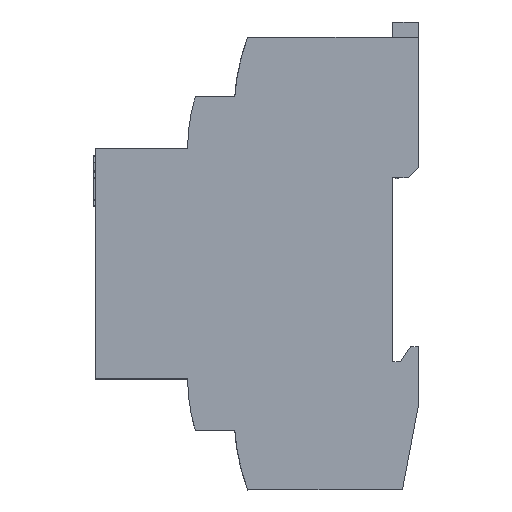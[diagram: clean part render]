
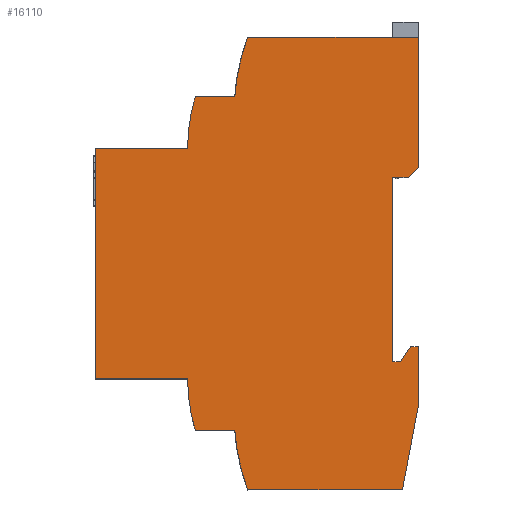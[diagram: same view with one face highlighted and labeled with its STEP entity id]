
A CAD part, top view. The second image highlights one B-rep face of the part: STEP entity #16110.
In plain terms, the highlighted planar face has unit normal (0, 0, 1).
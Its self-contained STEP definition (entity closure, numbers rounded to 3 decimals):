
#11955=CARTESIAN_POINT('',(1901.138,-885.786,35.));
#11956=DIRECTION('',(0.,0.,1.));
#11957=DIRECTION('',(-0.959,0.285,0.));
#11958=AXIS2_PLACEMENT_3D('',#11955,#11956,#11957);
#11963=DIRECTION('',(-1.,0.,0.));
#11964=VECTOR('',#11963,7.7);
#11965=CARTESIAN_POINT('',(1874.132,-875.468,35.));
#11966=LINE('',#11965,#11964);
#11970=CARTESIAN_POINT('',(1917.349,-878.713,35.));
#11971=DIRECTION('',(0.,0.,1.));
#11972=DIRECTION('',(-0.94,0.343,0.));
#11973=AXIS2_PLACEMENT_3D('',#11970,#11971,#11972);
#11978=DIRECTION('',(-1.,0.,0.));
#11979=VECTOR('',#11978,33.3);
#11980=CARTESIAN_POINT('',(1909.932,-863.868,35.));
#11981=LINE('',#11980,#11979);
#11985=DIRECTION('',(0.,1.,0.));
#11986=VECTOR('',#11985,25.3);
#11987=CARTESIAN_POINT('',(1909.932,-889.168,35.));
#11988=LINE('',#11987,#11986);
#11992=DIRECTION('',(0.707,0.707,0.));
#11993=VECTOR('',#11992,2.828);
#11994=CARTESIAN_POINT('',(1907.932,-891.168,35.));
#11995=LINE('',#11994,#11993);
#11999=DIRECTION('',(1.,0.,0.));
#12000=VECTOR('',#11999,3.);
#12001=CARTESIAN_POINT('',(1904.932,-891.168,35.));
#12002=LINE('',#12001,#12000);
#12006=DIRECTION('',(0.,1.,0.));
#12007=VECTOR('',#12006,36.);
#12008=CARTESIAN_POINT('',(1904.932,-927.168,35.));
#12009=LINE('',#12008,#12007);
#12013=DIRECTION('',(-1.,0.,0.));
#12014=VECTOR('',#12013,1.5);
#12015=CARTESIAN_POINT('',(1906.432,-927.168,35.));
#12016=LINE('',#12015,#12014);
#12020=DIRECTION('',(-0.555,-0.832,0.));
#12021=VECTOR('',#12020,3.606);
#12022=CARTESIAN_POINT('',(1908.432,-924.168,35.));
#12023=LINE('',#12022,#12021);
#12027=DIRECTION('',(-1.,0.,0.));
#12028=VECTOR('',#12027,1.5);
#12029=CARTESIAN_POINT('',(1909.932,-924.168,35.));
#12030=LINE('',#12029,#12028);
#12034=DIRECTION('',(0.,1.,0.));
#12035=VECTOR('',#12034,11.4);
#12036=CARTESIAN_POINT('',(1909.932,-935.568,35.));
#12037=LINE('',#12036,#12035);
#12041=DIRECTION('',(0.185,0.983,0.));
#12042=VECTOR('',#12041,16.789);
#12043=CARTESIAN_POINT('',(1906.832,-952.068,35.));
#12044=LINE('',#12043,#12042);
#12048=DIRECTION('',(1.,0.,0.));
#12049=VECTOR('',#12048,30.2);
#12050=CARTESIAN_POINT('',(1876.632,-952.068,35.));
#12051=LINE('',#12050,#12049);
#12055=CARTESIAN_POINT('',(1917.349,-937.223,35.));
#12056=DIRECTION('',(0.,0.,1.));
#12057=DIRECTION('',(-0.997,-0.075,0.));
#12058=AXIS2_PLACEMENT_3D('',#12055,#12056,#12057);
#12063=DIRECTION('',(1.,0.,0.));
#12064=VECTOR('',#12063,7.7);
#12065=CARTESIAN_POINT('',(1866.432,-940.468,35.));
#12066=LINE('',#12065,#12064);
#12070=CARTESIAN_POINT('',(1901.138,-930.149,35.));
#12071=DIRECTION('',(0.,0.,1.));
#12072=DIRECTION('',(-1.,-0.009,0.));
#12073=AXIS2_PLACEMENT_3D('',#12070,#12071,#12072);
#12078=DIRECTION('',(1.,0.,0.));
#12079=VECTOR('',#12078,18.);
#12080=CARTESIAN_POINT('',(1846.932,-930.468,35.));
#12081=LINE('',#12080,#12079);
#12085=DIRECTION('',(0.,-1.,0.));
#12086=VECTOR('',#12085,45.);
#12087=CARTESIAN_POINT('',(1846.932,-885.468,35.));
#12088=LINE('',#12087,#12086);
#12092=DIRECTION('',(-1.,0.,0.));
#12093=VECTOR('',#12092,18.);
#12094=CARTESIAN_POINT('',(1864.932,-885.468,35.));
#12095=LINE('',#12094,#12093);
#14465=CARTESIAN_POINT('',(1874.132,-875.468,35.));
#14466=VERTEX_POINT('',#14465);
#14467=CARTESIAN_POINT('',(1876.632,-863.868,35.));
#14468=VERTEX_POINT('',#14467);
#14497=CARTESIAN_POINT('',(1909.932,-863.868,35.));
#14498=VERTEX_POINT('',#14497);
#14599=CARTESIAN_POINT('',(1866.432,-875.468,35.));
#14600=VERTEX_POINT('',#14599);
#14601=CARTESIAN_POINT('',(1864.932,-885.468,35.));
#14602=VERTEX_POINT('',#14601);
#14603=CARTESIAN_POINT('',(1846.932,-885.468,35.));
#14604=VERTEX_POINT('',#14603);
#14605=CARTESIAN_POINT('',(1846.932,-930.468,35.));
#14606=VERTEX_POINT('',#14605);
#14607=CARTESIAN_POINT('',(1864.932,-930.468,35.));
#14608=VERTEX_POINT('',#14607);
#14609=CARTESIAN_POINT('',(1866.432,-940.468,35.));
#14610=VERTEX_POINT('',#14609);
#14611=CARTESIAN_POINT('',(1874.132,-940.468,35.));
#14612=VERTEX_POINT('',#14611);
#14613=CARTESIAN_POINT('',(1876.632,-952.068,35.));
#14614=VERTEX_POINT('',#14613);
#14615=CARTESIAN_POINT('',(1906.832,-952.068,35.));
#14616=VERTEX_POINT('',#14615);
#14617=CARTESIAN_POINT('',(1909.932,-935.568,35.));
#14618=VERTEX_POINT('',#14617);
#14619=CARTESIAN_POINT('',(1909.932,-924.168,35.));
#14620=VERTEX_POINT('',#14619);
#14621=CARTESIAN_POINT('',(1908.432,-924.168,35.));
#14622=VERTEX_POINT('',#14621);
#14623=CARTESIAN_POINT('',(1906.432,-927.168,35.));
#14624=VERTEX_POINT('',#14623);
#14625=CARTESIAN_POINT('',(1904.932,-927.168,35.));
#14626=VERTEX_POINT('',#14625);
#14627=CARTESIAN_POINT('',(1904.932,-891.168,35.));
#14628=VERTEX_POINT('',#14627);
#14629=CARTESIAN_POINT('',(1907.932,-891.168,35.));
#14630=VERTEX_POINT('',#14629);
#14631=CARTESIAN_POINT('',(1909.932,-889.168,35.));
#14632=VERTEX_POINT('',#14631);
#16065=CARTESIAN_POINT('',(1882.708,-907.895,35.));
#16066=DIRECTION('',(0.,0.,1.));
#16067=DIRECTION('',(1.,0.,0.));
#16068=AXIS2_PLACEMENT_3D('',#16065,#16066,#16067);
#16069=PLANE('',#16068);
#16071=ORIENTED_EDGE('',*,*,#16070,.F.);
#16073=ORIENTED_EDGE('',*,*,#16072,.F.);
#16074=ORIENTED_EDGE('',*,*,#15278,.F.);
#16075=ORIENTED_EDGE('',*,*,#15217,.F.);
#16077=ORIENTED_EDGE('',*,*,#16076,.F.);
#16079=ORIENTED_EDGE('',*,*,#16078,.F.);
#16081=ORIENTED_EDGE('',*,*,#16080,.F.);
#16083=ORIENTED_EDGE('',*,*,#16082,.F.);
#16085=ORIENTED_EDGE('',*,*,#16084,.F.);
#16087=ORIENTED_EDGE('',*,*,#16086,.F.);
#16089=ORIENTED_EDGE('',*,*,#16088,.F.);
#16091=ORIENTED_EDGE('',*,*,#16090,.F.);
#16093=ORIENTED_EDGE('',*,*,#16092,.F.);
#16095=ORIENTED_EDGE('',*,*,#16094,.F.);
#16097=ORIENTED_EDGE('',*,*,#16096,.F.);
#16099=ORIENTED_EDGE('',*,*,#16098,.F.);
#16101=ORIENTED_EDGE('',*,*,#16100,.F.);
#16103=ORIENTED_EDGE('',*,*,#16102,.F.);
#16105=ORIENTED_EDGE('',*,*,#16104,.F.);
#16107=ORIENTED_EDGE('',*,*,#16106,.F.);
#16108=EDGE_LOOP('',(#16071,#16073,#16074,#16075,#16077,#16079,#16081,#16083,
#16085,#16087,#16089,#16091,#16093,#16095,#16097,#16099,#16101,#16103,#16105,
#16107));
#16109=FACE_OUTER_BOUND('',#16108,.F.);
#11959=CIRCLE('',#11958,36.208);
#11974=CIRCLE('',#11973,43.339);
#12059=CIRCLE('',#12058,43.339);
#12074=CIRCLE('',#12073,36.208);
#15217=EDGE_CURVE('',#14498,#14468,#11981,.T.);
#15278=EDGE_CURVE('',#14468,#14466,#11974,.T.);
#16070=EDGE_CURVE('',#14600,#14602,#11959,.T.);
#16072=EDGE_CURVE('',#14466,#14600,#11966,.T.);
#16076=EDGE_CURVE('',#14632,#14498,#11988,.T.);
#16078=EDGE_CURVE('',#14630,#14632,#11995,.T.);
#16080=EDGE_CURVE('',#14628,#14630,#12002,.T.);
#16082=EDGE_CURVE('',#14626,#14628,#12009,.T.);
#16084=EDGE_CURVE('',#14624,#14626,#12016,.T.);
#16086=EDGE_CURVE('',#14622,#14624,#12023,.T.);
#16088=EDGE_CURVE('',#14620,#14622,#12030,.T.);
#16090=EDGE_CURVE('',#14618,#14620,#12037,.T.);
#16092=EDGE_CURVE('',#14616,#14618,#12044,.T.);
#16094=EDGE_CURVE('',#14614,#14616,#12051,.T.);
#16096=EDGE_CURVE('',#14612,#14614,#12059,.T.);
#16098=EDGE_CURVE('',#14610,#14612,#12066,.T.);
#16100=EDGE_CURVE('',#14608,#14610,#12074,.T.);
#16102=EDGE_CURVE('',#14606,#14608,#12081,.T.);
#16104=EDGE_CURVE('',#14604,#14606,#12088,.T.);
#16106=EDGE_CURVE('',#14602,#14604,#12095,.T.);
#16110=ADVANCED_FACE('',(#16109),#16069,.T.);
